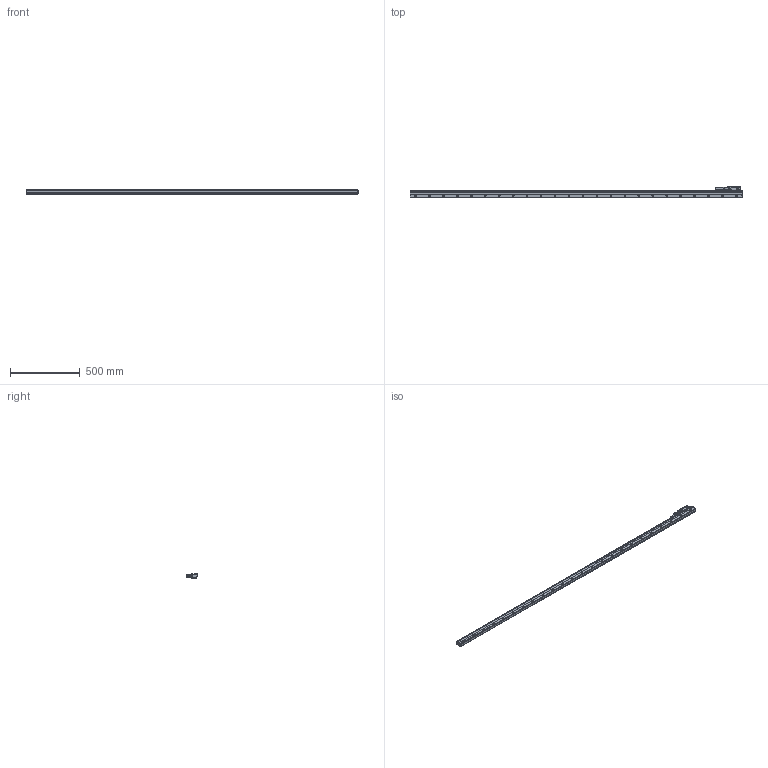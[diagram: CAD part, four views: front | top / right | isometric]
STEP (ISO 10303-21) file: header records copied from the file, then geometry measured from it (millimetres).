
FILE_DESCRIPTION(('CATIA V5 STEP'),'2;1');
FILE_NAME('SR84_SR85_X_R_224_V1.stp','2018-11-30T04:55:32+00:00',('none'),('none'),'CATIA Version 5 Release 19 SP 6 (IN-10)','CATIA V5 STEP AP214','none');
FILE_SCHEMA(('AUTOMOTIVE_DESIGN { 1 0 10303 214 1 1 1 1 }'));
Products named in the file (3): SR87_R_224; SR87_head_R; SR87-224_S
Assembly tree (2 placements, depth 2):
  SR87_R_224
    SR87_head_R
    SR87-224_S
Bounding box: 2378 x 78 x 29 mm (x, y, z)
Volume: 3081223.8 mm3; surface area: 432388.4 mm2
Topology: 2 solids, 20 shells, 2957 faces, 7534 edges, 4543 vertices
Faces by surface type: plane 1470, cylinder 971, cone 178, torus 177, sphere 107, bspline 54
Entity records: 88467 total; most frequent: CARTESIAN_POINT 22877, ORIENTED_EDGE 14816, DIRECTION 10957, EDGE_CURVE 7408, VERTEX_POINT 4543, AXIS2_PLACEMENT_3D 4456, VECTOR 4207, LINE 4207
